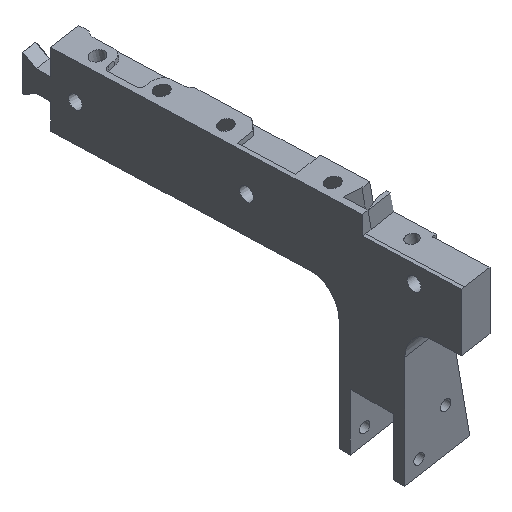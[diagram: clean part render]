
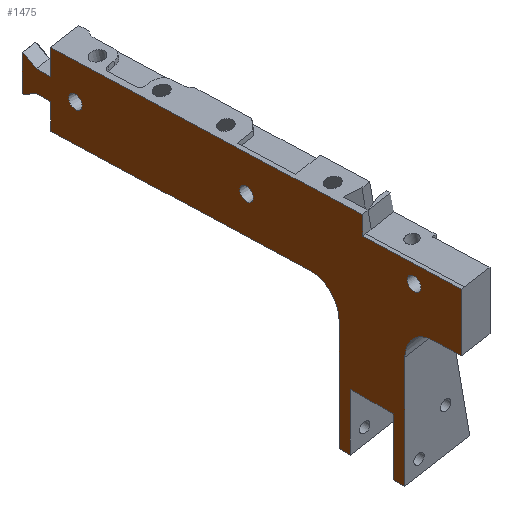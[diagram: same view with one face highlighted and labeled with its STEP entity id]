
A CAD part, isometric view. The second image highlights one B-rep face of the part: STEP entity #1475.
In plain terms, the highlighted planar face has unit normal (-1, 0, 0).
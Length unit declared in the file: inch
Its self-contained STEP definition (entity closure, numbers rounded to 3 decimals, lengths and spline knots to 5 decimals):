
#31=FACE_BOUND('',#231,.T.);
#32=FACE_BOUND('',#232,.T.);
#33=FACE_BOUND('',#233,.T.);
#55=PLANE('',#1600);
#104=ELLIPSE('',#1594,0.50772,0.5);
#107=ELLIPSE('',#1601,0.50772,0.5);
#139=FACE_OUTER_BOUND('',#230,.T.);
#230=EDGE_LOOP('',(#1191,#1192,#1193,#1194,#1195,#1196,#1197,#1198,#1199,
#1200,#1201,#1202,#1203,#1204,#1205,#1206,#1207,#1208,#1209,#1210,#1211,
#1212,#1213,#1214));
#231=EDGE_LOOP('',(#1215));
#232=EDGE_LOOP('',(#1216));
#233=EDGE_LOOP('',(#1217));
#295=LINE('',#2099,#459);
#307=LINE('',#2123,#471);
#315=LINE('',#2144,#479);
#316=LINE('',#2147,#480);
#338=LINE('',#2202,#502);
#367=LINE('',#2313,#531);
#374=LINE('',#2327,#538);
#376=LINE('',#2329,#540);
#382=LINE('',#2344,#546);
#383=LINE('',#2346,#547);
#384=LINE('',#2348,#548);
#385=LINE('',#2350,#549);
#386=LINE('',#2352,#550);
#387=LINE('',#2354,#551);
#388=LINE('',#2355,#552);
#389=LINE('',#2357,#553);
#390=LINE('',#2359,#554);
#391=LINE('',#2361,#555);
#392=LINE('',#2363,#556);
#393=LINE('',#2365,#557);
#394=LINE('',#2366,#558);
#395=LINE('',#2369,#559);
#459=VECTOR('',#1678,0.3937);
#471=VECTOR('',#1694,39.37008);
#479=VECTOR('',#1712,0.3937);
#480=VECTOR('',#1715,39.37008);
#502=VECTOR('',#1753,39.37008);
#531=VECTOR('',#1868,39.37008);
#538=VECTOR('',#1877,39.37008);
#540=VECTOR('',#1879,39.37008);
#546=VECTOR('',#1893,39.37008);
#547=VECTOR('',#1894,39.37008);
#548=VECTOR('',#1895,39.37008);
#549=VECTOR('',#1896,39.37008);
#550=VECTOR('',#1897,39.37008);
#551=VECTOR('',#1898,39.37008);
#552=VECTOR('',#1899,39.37008);
#553=VECTOR('',#1900,39.37008);
#554=VECTOR('',#1901,39.37008);
#555=VECTOR('',#1902,39.37008);
#556=VECTOR('',#1903,39.37008);
#557=VECTOR('',#1904,39.37008);
#558=VECTOR('',#1905,39.37008);
#559=VECTOR('',#1908,39.37008);
#621=CIRCLE('',#1530,0.118);
#642=CIRCLE('',#1570,0.118);
#644=CIRCLE('',#1573,0.118);
#660=VERTEX_POINT('',#2084);
#664=VERTEX_POINT('',#2097);
#665=VERTEX_POINT('',#2098);
#674=VERTEX_POINT('',#2120);
#675=VERTEX_POINT('',#2122);
#683=VERTEX_POINT('',#2142);
#684=VERTEX_POINT('',#2146);
#709=VERTEX_POINT('',#2200);
#730=VERTEX_POINT('',#2255);
#732=VERTEX_POINT('',#2261);
#745=VERTEX_POINT('',#2304);
#746=VERTEX_POINT('',#2306);
#748=VERTEX_POINT('',#2312);
#750=VERTEX_POINT('',#2317);
#754=VERTEX_POINT('',#2325);
#759=VERTEX_POINT('',#2343);
#760=VERTEX_POINT('',#2345);
#761=VERTEX_POINT('',#2347);
#762=VERTEX_POINT('',#2349);
#763=VERTEX_POINT('',#2351);
#764=VERTEX_POINT('',#2353);
#765=VERTEX_POINT('',#2356);
#766=VERTEX_POINT('',#2358);
#767=VERTEX_POINT('',#2360);
#768=VERTEX_POINT('',#2362);
#769=VERTEX_POINT('',#2364);
#770=VERTEX_POINT('',#2367);
#798=EDGE_CURVE('',#660,#660,#621,.T.);
#804=EDGE_CURVE('',#664,#665,#295,.T.);
#816=EDGE_CURVE('',#675,#674,#307,.T.);
#827=EDGE_CURVE('',#665,#683,#315,.T.);
#828=EDGE_CURVE('',#664,#684,#316,.T.);
#856=EDGE_CURVE('',#683,#709,#338,.T.);
#883=EDGE_CURVE('',#730,#730,#642,.T.);
#886=EDGE_CURVE('',#732,#732,#644,.T.);
#907=EDGE_CURVE('',#746,#745,#104,.F.);
#910=EDGE_CURVE('',#748,#746,#367,.T.);
#917=EDGE_CURVE('',#709,#754,#374,.T.);
#919=EDGE_CURVE('',#750,#748,#376,.T.);
#927=EDGE_CURVE('',#754,#759,#382,.T.);
#928=EDGE_CURVE('',#759,#760,#383,.T.);
#929=EDGE_CURVE('',#760,#761,#384,.T.);
#930=EDGE_CURVE('',#761,#762,#385,.T.);
#931=EDGE_CURVE('',#762,#763,#386,.T.);
#932=EDGE_CURVE('',#763,#764,#387,.T.);
#933=EDGE_CURVE('',#764,#750,#388,.T.);
#934=EDGE_CURVE('',#745,#765,#389,.T.);
#935=EDGE_CURVE('',#765,#766,#390,.T.);
#936=EDGE_CURVE('',#766,#767,#391,.T.);
#937=EDGE_CURVE('',#767,#768,#392,.T.);
#938=EDGE_CURVE('',#768,#769,#393,.T.);
#939=EDGE_CURVE('',#769,#675,#394,.T.);
#940=EDGE_CURVE('',#674,#770,#107,.T.);
#941=EDGE_CURVE('',#684,#770,#395,.T.);
#1191=ORIENTED_EDGE('',*,*,#827,.T.);
#1192=ORIENTED_EDGE('',*,*,#856,.T.);
#1193=ORIENTED_EDGE('',*,*,#917,.T.);
#1194=ORIENTED_EDGE('',*,*,#927,.T.);
#1195=ORIENTED_EDGE('',*,*,#928,.T.);
#1196=ORIENTED_EDGE('',*,*,#929,.T.);
#1197=ORIENTED_EDGE('',*,*,#930,.T.);
#1198=ORIENTED_EDGE('',*,*,#931,.T.);
#1199=ORIENTED_EDGE('',*,*,#932,.T.);
#1200=ORIENTED_EDGE('',*,*,#933,.T.);
#1201=ORIENTED_EDGE('',*,*,#919,.T.);
#1202=ORIENTED_EDGE('',*,*,#910,.T.);
#1203=ORIENTED_EDGE('',*,*,#907,.T.);
#1204=ORIENTED_EDGE('',*,*,#934,.T.);
#1205=ORIENTED_EDGE('',*,*,#935,.T.);
#1206=ORIENTED_EDGE('',*,*,#936,.T.);
#1207=ORIENTED_EDGE('',*,*,#937,.T.);
#1208=ORIENTED_EDGE('',*,*,#938,.T.);
#1209=ORIENTED_EDGE('',*,*,#939,.T.);
#1210=ORIENTED_EDGE('',*,*,#816,.T.);
#1211=ORIENTED_EDGE('',*,*,#940,.T.);
#1212=ORIENTED_EDGE('',*,*,#941,.F.);
#1213=ORIENTED_EDGE('',*,*,#828,.F.);
#1214=ORIENTED_EDGE('',*,*,#804,.T.);
#1215=ORIENTED_EDGE('',*,*,#798,.T.);
#1216=ORIENTED_EDGE('',*,*,#883,.F.);
#1217=ORIENTED_EDGE('',*,*,#886,.F.);
#1475=ADVANCED_FACE('',(#139,#31,#32,#33),#55,.F.);
#1530=AXIS2_PLACEMENT_3D('',#2085,#1662,#1663);
#1570=AXIS2_PLACEMENT_3D('',#2257,#1804,#1805);
#1573=AXIS2_PLACEMENT_3D('',#2263,#1811,#1812);
#1594=AXIS2_PLACEMENT_3D('',#2307,#1862,#1863);
#1600=AXIS2_PLACEMENT_3D('',#2342,#1891,#1892);
#1601=AXIS2_PLACEMENT_3D('',#2368,#1906,#1907);
#1662=DIRECTION('center_axis',(1.,0.,0.));
#1663=DIRECTION('ref_axis',(0.,-1.,0.));
#1678=DIRECTION('',(0.,0.999,-0.035));
#1694=DIRECTION('',(0.,0.,1.));
#1712=DIRECTION('',(0.,0.035,0.999));
#1715=DIRECTION('',(0.,0.,-1.));
#1753=DIRECTION('',(0.,0.999,-0.035));
#1804=DIRECTION('center_axis',(-1.,0.,0.));
#1805=DIRECTION('ref_axis',(0.,0.,1.));
#1811=DIRECTION('center_axis',(-1.,0.,0.));
#1812=DIRECTION('ref_axis',(0.,0.,1.));
#1862=DIRECTION('center_axis',(-1.,0.,0.));
#1863=DIRECTION('ref_axis',(0.,0.,
1.));
#1868=DIRECTION('',(0.,-0.999,0.035));
#1877=DIRECTION('',(0.,0.,-1.));
#1879=DIRECTION('',(0.,0.,-1.));
#1891=DIRECTION('center_axis',(1.,0.,0.));
#1892=DIRECTION('ref_axis',(0.,1.,0.));
#1893=DIRECTION('',(0.,1.,0.));
#1894=DIRECTION('',(0.,0.866,0.5));
#1895=DIRECTION('',(0.,0.702,-0.713));
#1896=DIRECTION('',(0.,0.,-1.));
#1897=DIRECTION('',(0.,-0.963,-0.269));
#1898=DIRECTION('',(0.,-0.866,0.5));
#1899=DIRECTION('',(0.,-1.,0.));
#1900=DIRECTION('',(0.,0.,-1.));
#1901=DIRECTION('',(0.,-1.,0.));
#1902=DIRECTION('',(0.,0.,1.));
#1903=DIRECTION('',(0.,-1.,0.));
#1904=DIRECTION('',(0.,0.,-1.));
#1905=DIRECTION('',(0.,-1.,0.));
#1906=DIRECTION('center_axis',(1.,0.,0.));
#1907=DIRECTION('ref_axis',(0.,0.,
1.));
#1908=DIRECTION('',(0.,0.999,-0.035));
#2084=CARTESIAN_POINT('',(10.75,246.45527,117.65362));
#2085=CARTESIAN_POINT('Origin',(10.75,246.33727,117.65362));
#2097=CARTESIAN_POINT('',(10.75,245.50061,117.98967));
#2098=CARTESIAN_POINT('',(10.75,247.23544,117.92909));
#2099=CARTESIAN_POINT('',(10.75,125.82486,122.16884));
#2120=CARTESIAN_POINT('',(10.75,246.5,116.45447));
#2122=CARTESIAN_POINT('',(10.75,246.5,114.49991));
#2123=CARTESIAN_POINT('',(10.75,246.5,118.27331));
#2142=CARTESIAN_POINT('',(10.75,247.24655,118.24724));
#2144=CARTESIAN_POINT('',(10.75,245.02878,54.73856));
#2146=CARTESIAN_POINT('',(10.75,245.50061,116.97994));
#2147=CARTESIAN_POINT('',(10.75,245.50061,116.97994));
#2200=CARTESIAN_POINT('',(10.75,252.7,118.0568));
#2202=CARTESIAN_POINT('',(10.75,252.7,118.0568));
#2255=CARTESIAN_POINT('',(10.75,252.26626,117.32857));
#2257=CARTESIAN_POINT('Origin',(10.75,252.26626,117.44657));
#2261=CARTESIAN_POINT('',(10.75,249.26809,117.43327));
#2263=CARTESIAN_POINT('Origin',(10.75,249.26809,117.55127));
#2304=CARTESIAN_POINT('',(10.75,247.65,116.43761));
#2306=CARTESIAN_POINT('',(10.75,248.16718,116.94504));
#2307=CARTESIAN_POINT('Origin',(10.75,248.15,116.43761));
#2312=CARTESIAN_POINT('',(10.75,252.7,116.78675));
#2313=CARTESIAN_POINT('',(10.75,246.7,116.99627));
#2317=CARTESIAN_POINT('',(10.75,252.7,117.23428));
#2325=CARTESIAN_POINT('',(10.75,252.7,117.60928));
#2327=CARTESIAN_POINT('',(10.75,252.7,116.78675));
#2329=CARTESIAN_POINT('',(10.75,252.7,116.78675));
#2342=CARTESIAN_POINT('Origin',(10.75,0.,
0.));
#2343=CARTESIAN_POINT('',(10.75,252.95,117.60928));
#2344=CARTESIAN_POINT('',(10.75,252.95,117.60928));
#2345=CARTESIAN_POINT('',(10.75,253.18406,117.74441));
#2346=CARTESIAN_POINT('',(10.75,253.2,117.75361));
#2347=CARTESIAN_POINT('',(10.75,253.2,117.72823));
#2348=CARTESIAN_POINT('',(10.75,253.16221,117.7666));
#2349=CARTESIAN_POINT('',(10.75,253.2,117.10856));
#2350=CARTESIAN_POINT('',(10.75,253.2,117.08994));
#2351=CARTESIAN_POINT('',(10.75,253.17827,117.10249));
#2352=CARTESIAN_POINT('',(10.75,253.21111,117.11166));
#2353=CARTESIAN_POINT('',(10.75,252.95,117.23428));
#2354=CARTESIAN_POINT('',(10.75,253.2,117.08994));
#2355=CARTESIAN_POINT('',(10.75,252.95,117.23428));
#2356=CARTESIAN_POINT('',(10.75,247.65,114.49991));
#2357=CARTESIAN_POINT('',(10.75,247.65,114.49991));
#2358=CARTESIAN_POINT('',(10.75,247.45,114.49991));
#2359=CARTESIAN_POINT('',(10.75,247.45,114.49991));
#2360=CARTESIAN_POINT('',(10.75,247.45,115.49991));
#2361=CARTESIAN_POINT('',(10.75,247.45,115.49991));
#2362=CARTESIAN_POINT('',(10.75,246.7,115.49991));
#2363=CARTESIAN_POINT('',(10.75,246.7,115.49991));
#2364=CARTESIAN_POINT('',(10.75,246.7,114.49991));
#2365=CARTESIAN_POINT('',(10.75,246.7,114.49991));
#2366=CARTESIAN_POINT('',(10.75,246.5,114.49991));
#2367=CARTESIAN_POINT('',(10.75,246.01718,116.9619));
#2368=CARTESIAN_POINT('Origin',(10.75,246.,116.45447));
#2369=CARTESIAN_POINT('',(10.75,245.50061,116.97994));
